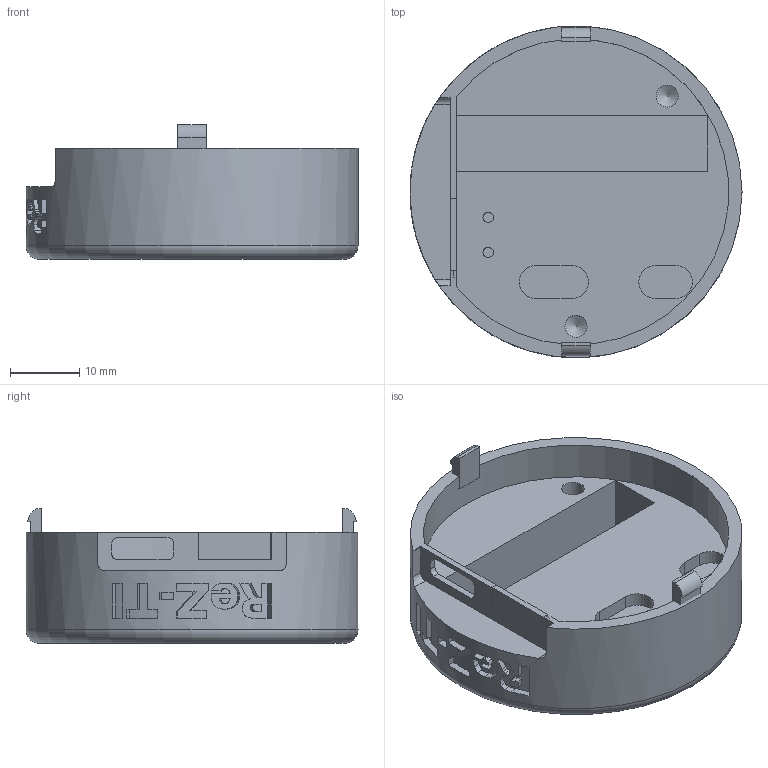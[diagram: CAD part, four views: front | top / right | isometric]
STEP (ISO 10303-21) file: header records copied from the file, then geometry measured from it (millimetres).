
FILE_DESCRIPTION(/* description */ ('Designed by EasyEDA Pro'),/* implementation_level */ '2;1');
FILE_NAME(/* name */ '',/* time_stamp */ '2024-10-31T19:05:19+08:00',/* author */ (''),/* organization */ (''),/* preprocessor_version */ 'ST-DEVELOPER v20',/* originating_system */ 'Autodesk Translation Framework v13.20.0.188',/* authorisation */ '');
FILE_SCHEMA (('AUTOMOTIVE_DESIGN { 1 0 10303 214 3 1 1 }'));
Length unit declared in the file: millimetre
Products named in the file (6): PCBModel; 传感器48mm_普通usb_下盖; 传感器48mm_普通usb_底盒; 底盒插销(镜像); 底盒插销; 传感器48mm_普通usb_上盖补充件
Assembly tree (5 placements, depth 2):
  PCBModel
    传感器48mm_普通usb_下盖
    传感器48mm_普通usb_底盒
    底盒插销(镜像)
    底盒插销
    传感器48mm_普通usb_上盖补充件
Bounding box: 48 x 48 x 19.5 mm (x, y, z)
Volume: 17466.1 mm3; surface area: 11017.3 mm2
Topology: 5 solids, 5 shells, 163 faces, 430 edges, 286 vertices
Faces by surface type: plane 91, bspline 39, cylinder 30, cone 2, torus 1
Full cylindrical faces by diameter (mm): 1.5 x2, 3.2 x2, 48 x1
Entity records: 5978 total; most frequent: CARTESIAN_POINT 1941, ORIENTED_EDGE 856, DIRECTION 703, EDGE_CURVE 428, VERTEX_POINT 286, LINE 255, VECTOR 255, AXIS2_PLACEMENT_3D 224
